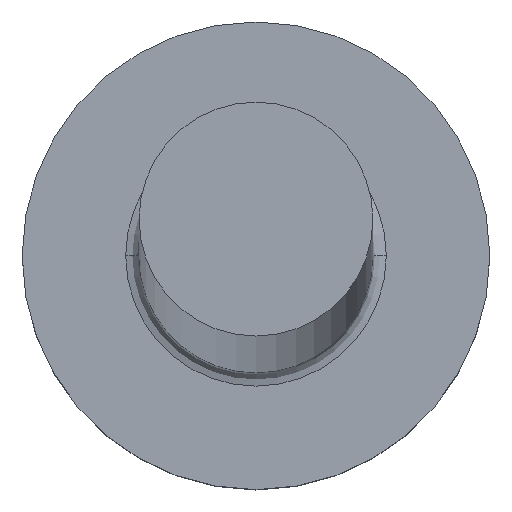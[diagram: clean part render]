
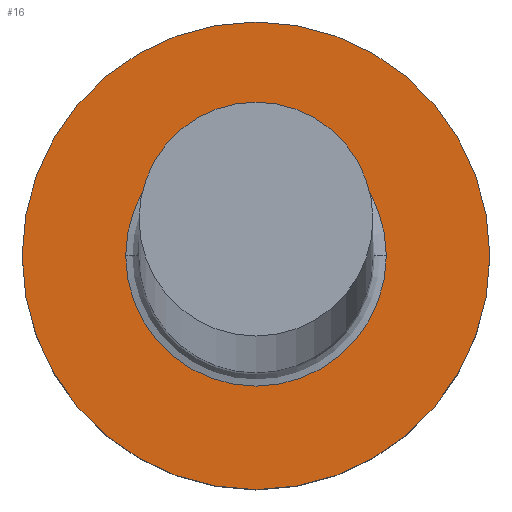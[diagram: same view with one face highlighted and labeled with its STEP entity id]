
A CAD part, top view. The second image highlights one B-rep face of the part: STEP entity #16.
In plain terms, the highlighted planar face has unit normal (0, 0, 1).
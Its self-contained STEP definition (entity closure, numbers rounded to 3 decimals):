
#3 = CIRCLE ( 'NONE', #271, 1.95 ) ;
#5 = AXIS2_PLACEMENT_3D ( 'NONE', #89, #25, #112 ) ;
#6 = DIRECTION ( 'NONE',  ( 0., 0., -1. ) ) ;
#7 = EDGE_CURVE ( 'NONE', #253, #12, #110, .T. ) ;
#12 = VERTEX_POINT ( 'NONE', #44 ) ;
#16 = ADVANCED_FACE ( 'NONE', ( #279, #201 ), #303, .T. ) ;
#20 = ORIENTED_EDGE ( 'NONE', *, *, #159, .T. ) ;
#25 = DIRECTION ( 'NONE',  ( 0., 0., 1. ) ) ;
#26 = DIRECTION ( 'NONE',  ( 1., 0., 0. ) ) ;
#27 = DIRECTION ( 'NONE',  ( 1., 0., 0. ) ) ;
#30 = CARTESIAN_POINT ( 'NONE',  ( 0., 0., 3. ) ) ;
#34 = CIRCLE ( 'NONE', #91, 3.5 ) ;
#44 = CARTESIAN_POINT ( 'NONE',  ( 1.95, 0., 3. ) ) ;
#46 = AXIS2_PLACEMENT_3D ( 'NONE', #134, #132, #301 ) ;
#49 = CARTESIAN_POINT ( 'NONE',  ( 0., 0., 3. ) ) ;
#54 = ORIENTED_EDGE ( 'NONE', *, *, #284, .T. ) ;
#79 = ORIENTED_EDGE ( 'NONE', *, *, #228, .T. ) ;
#89 = CARTESIAN_POINT ( 'NONE',  ( 0., 0., 3. ) ) ;
#91 = AXIS2_PLACEMENT_3D ( 'NONE', #49, #213, #27 ) ;
#94 = VERTEX_POINT ( 'NONE', #133 ) ;
#97 = CARTESIAN_POINT ( 'NONE',  ( 3.5, 0., 3. ) ) ;
#110 = CIRCLE ( 'NONE', #46, 1.95 ) ;
#112 = DIRECTION ( 'NONE',  ( 1., 0., 0. ) ) ;
#122 = DIRECTION ( 'NONE',  ( 0., 0., 1. ) ) ;
#132 = DIRECTION ( 'NONE',  ( 0., 0., -1. ) ) ;
#133 = CARTESIAN_POINT ( 'NONE',  ( -3.5, 0., 3. ) ) ;
#134 = CARTESIAN_POINT ( 'NONE',  ( 0., 0., 3. ) ) ;
#151 = EDGE_LOOP ( 'NONE', ( #20, #79 ) ) ;
#159 = EDGE_CURVE ( 'NONE', #94, #196, #34, .T. ) ;
#180 = ORIENTED_EDGE ( 'NONE', *, *, #7, .T. ) ;
#196 = VERTEX_POINT ( 'NONE', #97 ) ;
#201 = FACE_OUTER_BOUND ( 'NONE', #151, .T. ) ;
#213 = DIRECTION ( 'NONE',  ( 0., 0., 1. ) ) ;
#215 = CIRCLE ( 'NONE', #231, 3.5 ) ;
#216 = CARTESIAN_POINT ( 'NONE',  ( -1.95, 0., 3. ) ) ;
#228 = EDGE_CURVE ( 'NONE', #196, #94, #215, .T. ) ;
#231 = AXIS2_PLACEMENT_3D ( 'NONE', #30, #122, #263 ) ;
#245 = EDGE_LOOP ( 'NONE', ( #54, #180 ) ) ;
#253 = VERTEX_POINT ( 'NONE', #216 ) ;
#259 = CARTESIAN_POINT ( 'NONE',  ( 0., 0., 3. ) ) ;
#263 = DIRECTION ( 'NONE',  ( 1., 0., 0. ) ) ;
#271 = AXIS2_PLACEMENT_3D ( 'NONE', #259, #6, #26 ) ;
#279 = FACE_BOUND ( 'NONE', #245, .T. ) ;
#284 = EDGE_CURVE ( 'NONE', #12, #253, #3, .T. ) ;
#301 = DIRECTION ( 'NONE',  ( 1., 0., 0. ) ) ;
#303 = PLANE ( 'NONE',  #5 ) ;
